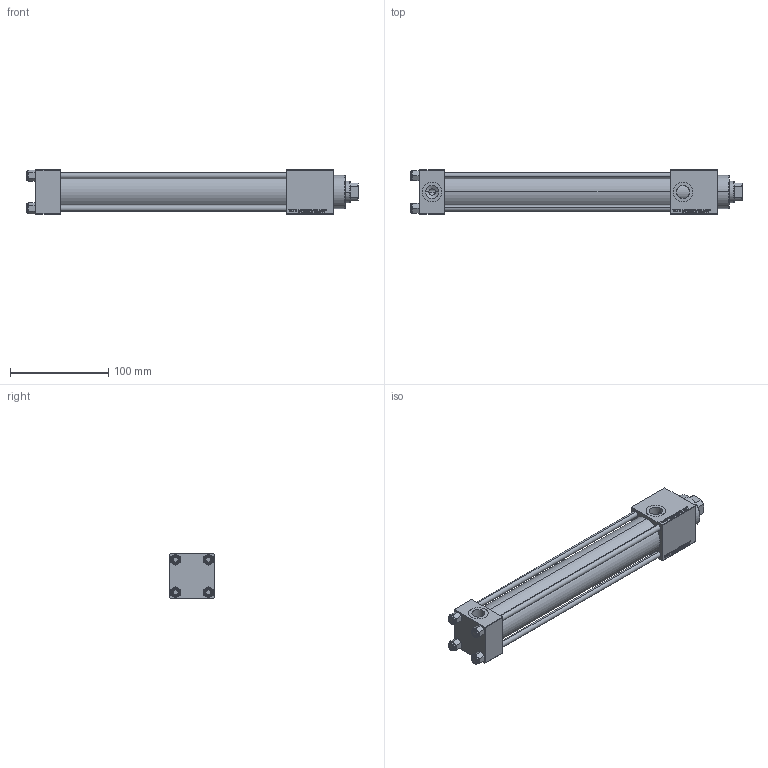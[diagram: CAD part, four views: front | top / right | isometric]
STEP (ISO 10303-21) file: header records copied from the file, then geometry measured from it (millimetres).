
FILE_DESCRIPTION (( 'STEP AP203' ), '1' );
FILE_NAME ('44d2.STEP', '2022-04-16T07:32:57', ( '' ), ( '' ), 'SwSTEP 2.0', 'SolidWorks 2019', '' );
FILE_SCHEMA (( 'CONFIG_CONTROL_DESIGN' ));
Length unit declared in the file: millimetre
Products named in the file (6): V215CR_C_TYCINKA e098097c770cc02e7d7f493983773773; NUT_M5_C e098097c770cc02e7d7f493983773773; V215_VC_A e098097c770cc02e7d7f493983773773; 44d2; V215CR_VCP_C e098097c770cc02e7d7f493983773773; V215CR_C_Body e098097c770cc02e7d7f493983773773
Assembly tree (11 placements, depth 2):
  44d2
    V215CR_C_Body e098097c770cc02e7d7f493983773773
    V215CR_VCP_C e098097c770cc02e7d7f493983773773
    NUT_M5_C e098097c770cc02e7d7f493983773773  x4
    V215CR_C_TYCINKA e098097c770cc02e7d7f493983773773  x4
    V215_VC_A e098097c770cc02e7d7f493983773773
Bounding box: 338 x 45 x 45 mm (x, y, z)
Volume: 357850.1 mm3; surface area: 137165.8 mm2
Topology: 11 solids, 11 shells, 1153 faces, 2887 edges, 1873 vertices
Faces by surface type: plane 527, bspline 392, cone 136, cylinder 90, torus 8
Entity records: 50355 total; most frequent: CARTESIAN_POINT 27134, ORIENTED_EDGE 5266, DIRECTION 3327, EDGE_CURVE 2633, VERTEX_POINT 1729, LINE 1595, VECTOR 1595, EDGE_LOOP 1162
